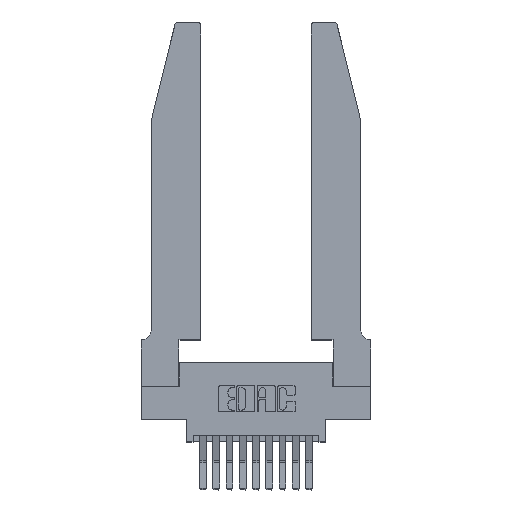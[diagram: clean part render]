
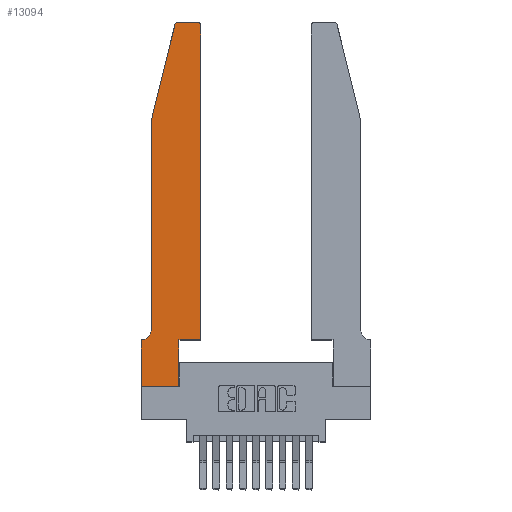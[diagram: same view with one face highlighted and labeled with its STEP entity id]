
A CAD part, top view. The second image highlights one B-rep face of the part: STEP entity #13094.
In plain terms, the highlighted planar face has unit normal (0, 0, 1).
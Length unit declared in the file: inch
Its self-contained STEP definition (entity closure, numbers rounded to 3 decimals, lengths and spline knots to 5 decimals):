
#156 = CARTESIAN_POINT ( 'NONE',  ( 0.2605, 2.75, 0.37 ) ) ;
#186 = VERTEX_POINT ( 'NONE', #9049 ) ;
#304 = DIRECTION ( 'NONE',  ( 1., 0., 0. ) ) ;
#688 = EDGE_CURVE ( 'NONE', #5140, #186, #9341, .T. ) ;
#734 = VECTOR ( 'NONE', #13001, 39.37008 ) ;
#866 = DIRECTION ( 'NONE',  ( 1., 0., 0. ) ) ;
#939 = DIRECTION ( 'NONE',  ( 0., -1., 0. ) ) ;
#2117 = CARTESIAN_POINT ( 'NONE',  ( 0.284, 2.72, 0.37 ) ) ;
#2162 = EDGE_CURVE ( 'NONE', #9052, #13158, #15311, .T. ) ;
#2621 = CARTESIAN_POINT ( 'NONE',  ( 0.4505, 0.35, 0.37 ) ) ;
#3120 = EDGE_CURVE ( 'NONE', #11839, #3831, #14435, .T. ) ;
#3208 = LINE ( 'NONE', #13524, #8790 ) ;
#3394 = EDGE_CURVE ( 'NONE', #16068, #9052, #6051, .T. ) ;
#3400 = CARTESIAN_POINT ( 'NONE',  ( 0.4205, 2.72, 0.37 ) ) ;
#3468 = VERTEX_POINT ( 'NONE', #11762 ) ;
#3653 = CARTESIAN_POINT ( 'NONE',  ( 0., 0., 0.37 ) ) ;
#3674 = DIRECTION ( 'NONE',  ( 1., 0., 0. ) ) ;
#3831 = VERTEX_POINT ( 'NONE', #3653 ) ;
#4127 = VECTOR ( 'NONE', #14745, 39.37008 ) ;
#4145 = DIRECTION ( 'NONE',  ( 0., 0., 1. ) ) ;
#4219 = LINE ( 'NONE', #13804, #7603 ) ;
#4265 = EDGE_LOOP ( 'NONE', ( #14493, #12297, #15579, #6350, #16079, #12638, #7499, #15562, #5578, #7432, #12493, #11800 ) ) ;
#4273 = CARTESIAN_POINT ( 'NONE',  ( 0.2865, 0.35, 0.37 ) ) ;
#4279 = VECTOR ( 'NONE', #4943, 39.37008 ) ;
#4863 = EDGE_CURVE ( 'NONE', #186, #14874, #4219, .T. ) ;
#4943 = DIRECTION ( 'NONE',  ( 0., -1., 0. ) ) ;
#5018 = FACE_OUTER_BOUND ( 'NONE', #4265, .T. ) ;
#5029 = EDGE_CURVE ( 'NONE', #15092, #14097, #15009, .T. ) ;
#5140 = VERTEX_POINT ( 'NONE', #7145 ) ;
#5360 = CARTESIAN_POINT ( 'NONE',  ( 0.4505, 0.35, 0.37 ) ) ;
#5381 = PLANE ( 'NONE',  #15884 ) ;
#5578 = ORIENTED_EDGE ( 'NONE', *, *, #3394, .T. ) ;
#5883 = LINE ( 'NONE', #156, #6682 ) ;
#6051 = LINE ( 'NONE', #4273, #734 ) ;
#6211 = CARTESIAN_POINT ( 'NONE',  ( 0., 0., 0.37 ) ) ;
#6350 = ORIENTED_EDGE ( 'NONE', *, *, #8645, .T. ) ;
#6355 = VECTOR ( 'NONE', #11768, 39.37008 ) ;
#6472 = DIRECTION ( 'NONE',  ( -1., 0., 0. ) ) ;
#6682 = VECTOR ( 'NONE', #6472, 39.37008 ) ;
#6792 = CIRCLE ( 'NONE', #10994, 0.03 ) ;
#7030 = CARTESIAN_POINT ( 'NONE',  ( 0.0055, 0.42, 0.37 ) ) ;
#7145 = CARTESIAN_POINT ( 'NONE',  ( 0.284, 2.75, 0.37 ) ) ;
#7150 = DIRECTION ( 'NONE',  ( -1., 0., 0. ) ) ;
#7432 = ORIENTED_EDGE ( 'NONE', *, *, #2162, .T. ) ;
#7499 = ORIENTED_EDGE ( 'NONE', *, *, #3120, .T. ) ;
#7603 = VECTOR ( 'NONE', #16428, 39.37008 ) ;
#7722 = VERTEX_POINT ( 'NONE', #10061 ) ;
#8084 = EDGE_CURVE ( 'NONE', #7722, #3468, #6792, .T. ) ;
#8164 = AXIS2_PLACEMENT_3D ( 'NONE', #2117, #16301, #866 ) ;
#8639 = CARTESIAN_POINT ( 'NONE',  ( 0., 0., 0.37 ) ) ;
#8645 = EDGE_CURVE ( 'NONE', #14874, #15092, #3208, .T. ) ;
#8790 = VECTOR ( 'NONE', #939, 39.37008 ) ;
#8853 = CARTESIAN_POINT ( 'NONE',  ( 0.0055, 0.35, 0.37 ) ) ;
#8983 = LINE ( 'NONE', #8639, #11351 ) ;
#9038 = CARTESIAN_POINT ( 'NONE',  ( 0., 0.35, 0.37 ) ) ;
#9049 = CARTESIAN_POINT ( 'NONE',  ( 0.25487, 2.72718, 0.37 ) ) ;
#9052 = VERTEX_POINT ( 'NONE', #12097 ) ;
#9320 = DIRECTION ( 'NONE',  ( 0., 0., -1. ) ) ;
#9341 = CIRCLE ( 'NONE', #8164, 0.03 ) ;
#9417 = EDGE_CURVE ( 'NONE', #14097, #11839, #10741, .T. ) ;
#9425 = CARTESIAN_POINT ( 'NONE',  ( 0.0755, 2., 0.37 ) ) ;
#9542 = DIRECTION ( 'NONE',  ( -1., 0., 0. ) ) ;
#10061 = CARTESIAN_POINT ( 'NONE',  ( 0.4505, 2.72, 0.37 ) ) ;
#10197 = CARTESIAN_POINT ( 'NONE',  ( 0., 0.35, 0.37 ) ) ;
#10393 = CARTESIAN_POINT ( 'NONE',  ( 0.0755, 0.42, 0.37 ) ) ;
#10741 = LINE ( 'NONE', #16394, #13135 ) ;
#10994 = AXIS2_PLACEMENT_3D ( 'NONE', #3400, #16155, #12311 ) ;
#11351 = VECTOR ( 'NONE', #3674, 39.37008 ) ;
#11762 = CARTESIAN_POINT ( 'NONE',  ( 0.4205, 2.75, 0.37 ) ) ;
#11768 = DIRECTION ( 'NONE',  ( 0., 1., 0. ) ) ;
#11800 = ORIENTED_EDGE ( 'NONE', *, *, #8084, .T. ) ;
#11839 = VERTEX_POINT ( 'NONE', #10197 ) ;
#11962 = EDGE_CURVE ( 'NONE', #3468, #5140, #5883, .T. ) ;
#12097 = CARTESIAN_POINT ( 'NONE',  ( 0.2865, 0.35, 0.37 ) ) ;
#12141 = AXIS2_PLACEMENT_3D ( 'NONE', #7030, #9320, #9542 ) ;
#12297 = ORIENTED_EDGE ( 'NONE', *, *, #688, .T. ) ;
#12311 = DIRECTION ( 'NONE',  ( 1., 0., 0. ) ) ;
#12493 = ORIENTED_EDGE ( 'NONE', *, *, #14233, .T. ) ;
#12638 = ORIENTED_EDGE ( 'NONE', *, *, #9417, .T. ) ;
#13001 = DIRECTION ( 'NONE',  ( 0., 1., 0. ) ) ;
#13080 = CARTESIAN_POINT ( 'NONE',  ( 0.2865, 0., 0.37 ) ) ;
#13094 = ADVANCED_FACE ( 'NONE', ( #5018 ), #5381, .T. ) ;
#13135 = VECTOR ( 'NONE', #7150, 39.37008 ) ;
#13158 = VERTEX_POINT ( 'NONE', #2621 ) ;
#13524 = CARTESIAN_POINT ( 'NONE',  ( 0.0755, 2., 0.37 ) ) ;
#13804 = CARTESIAN_POINT ( 'NONE',  ( 0.0755, 2., 0.37 ) ) ;
#13898 = EDGE_CURVE ( 'NONE', #3831, #16068, #8983, .T. ) ;
#14097 = VERTEX_POINT ( 'NONE', #8853 ) ;
#14233 = EDGE_CURVE ( 'NONE', #13158, #7722, #14353, .T. ) ;
#14353 = LINE ( 'NONE', #5360, #6355 ) ;
#14435 = LINE ( 'NONE', #6211, #4279 ) ;
#14493 = ORIENTED_EDGE ( 'NONE', *, *, #11962, .T. ) ;
#14745 = DIRECTION ( 'NONE',  ( 1., 0., 0. ) ) ;
#14874 = VERTEX_POINT ( 'NONE', #9425 ) ;
#15009 = CIRCLE ( 'NONE', #12141, 0.07 ) ;
#15092 = VERTEX_POINT ( 'NONE', #10393 ) ;
#15311 = LINE ( 'NONE', #16115, #4127 ) ;
#15562 = ORIENTED_EDGE ( 'NONE', *, *, #13898, .T. ) ;
#15579 = ORIENTED_EDGE ( 'NONE', *, *, #4863, .T. ) ;
#15884 = AXIS2_PLACEMENT_3D ( 'NONE', #9038, #4145, #304 ) ;
#16068 = VERTEX_POINT ( 'NONE', #13080 ) ;
#16079 = ORIENTED_EDGE ( 'NONE', *, *, #5029, .T. ) ;
#16115 = CARTESIAN_POINT ( 'NONE',  ( 0.4505, 0.35, 0.37 ) ) ;
#16155 = DIRECTION ( 'NONE',  ( 0., 0., 1. ) ) ;
#16301 = DIRECTION ( 'NONE',  ( 0., 0., 1. ) ) ;
#16394 = CARTESIAN_POINT ( 'NONE',  ( 0.0755, 0.35, 0.37 ) ) ;
#16428 = DIRECTION ( 'NONE',  ( -0.239, -0.971, 0. ) ) ;
